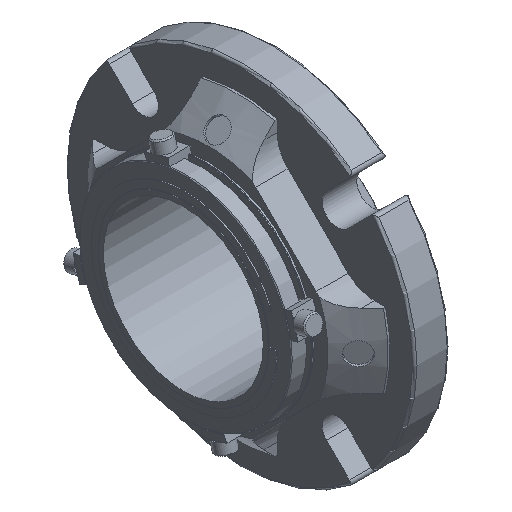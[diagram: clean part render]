
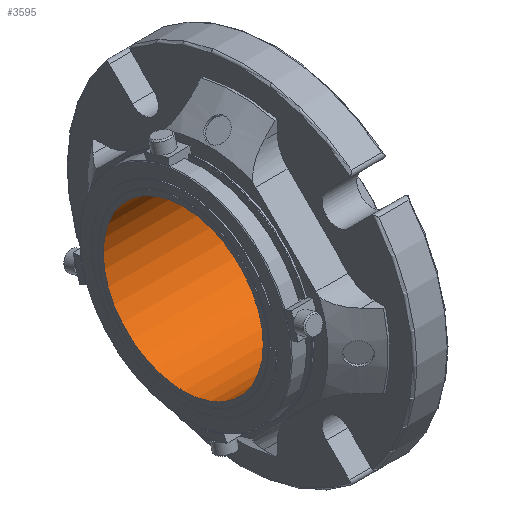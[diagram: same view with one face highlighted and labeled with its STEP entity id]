
A CAD part, isometric view. The second image highlights one B-rep face of the part: STEP entity #3595.
In plain terms, the highlighted cylindrical face has radius 55.004 mm (diameter 110.007 mm), a full revolution.
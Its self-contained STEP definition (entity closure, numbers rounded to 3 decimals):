
#707=ORIENTED_EDGE('',*,*,#1823,.T.);
#708=ORIENTED_EDGE('',*,*,#1824,.T.);
#1823=EDGE_CURVE('',#2381,#2381,#2764,.T.);
#1824=EDGE_CURVE('',#2382,#2382,#2765,.T.);
#2381=VERTEX_POINT('',#5299);
#2382=VERTEX_POINT('',#5301);
#2764=CIRCLE('',#3821,55.004);
#2765=CIRCLE('',#3822,55.004);
#2976=EDGE_LOOP('',(#707));
#2977=EDGE_LOOP('',(#708));
#3249=FACE_BOUND('',#2976,.T.);
#3250=FACE_BOUND('',#2977,.T.);
#3522=CYLINDRICAL_SURFACE('',#3820,55.004);
#3595=ADVANCED_FACE('',(#3249,#3250),#3522,.F.);
#3820=AXIS2_PLACEMENT_3D('',#5297,#4246,#4247);
#3821=AXIS2_PLACEMENT_3D('',#5298,#4248,#4249);
#3822=AXIS2_PLACEMENT_3D('',#5300,#4250,#4251);
#4246=DIRECTION('',(-1.,0.,0.));
#4247=DIRECTION('',(0.,-1.,0.));
#4248=DIRECTION('',(-1.,0.,0.));
#4249=DIRECTION('',(0.,0.,1.));
#4250=DIRECTION('',(1.,0.,0.));
#4251=DIRECTION('',(0.,0.,-1.));
#5297=CARTESIAN_POINT('',(177.965,0.,0.));
#5298=CARTESIAN_POINT('',(-72.466,0.,0.));
#5299=CARTESIAN_POINT('',(-72.466,0.,55.004));
#5300=CARTESIAN_POINT('',(10.998,0.,0.));
#5301=CARTESIAN_POINT('',(10.998,0.,-55.004));
